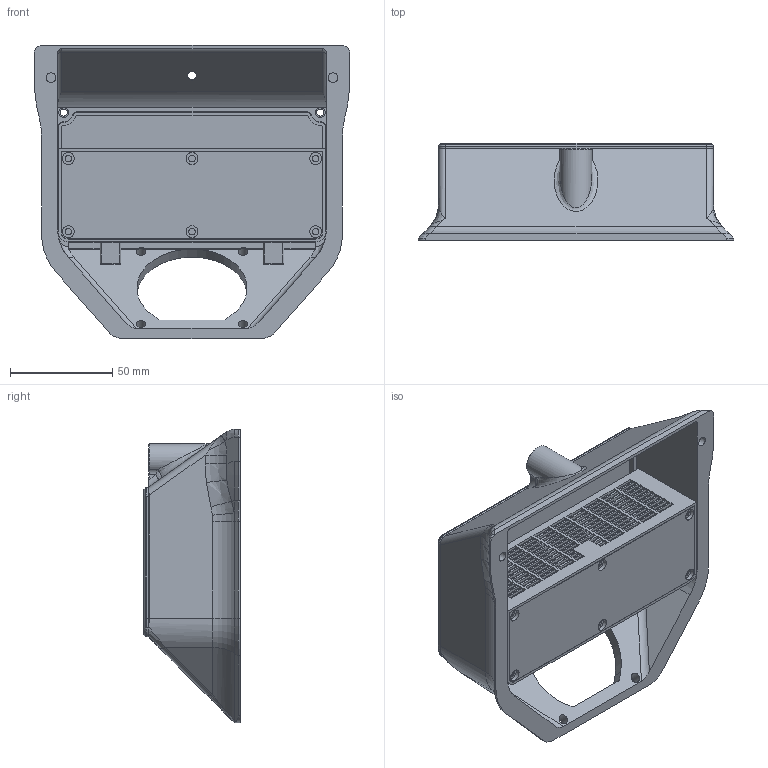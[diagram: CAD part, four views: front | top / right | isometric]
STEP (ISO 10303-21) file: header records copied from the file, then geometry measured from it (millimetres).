
FILE_DESCRIPTION(/* description */ (''),/* implementation_level */ '2;1');
FILE_NAME(/* name */ 'Exhaust filter mod.step',/* time_stamp */ '2022-08-08T00:54:53+02:00',/* author */ (''),/* organization */ (''),/* preprocessor_version */ 'ST-DEVELOPER v19',/* originating_system */ 'Autodesk Translation Framework v11.7.0.108',/* authorisation */ '');
FILE_SCHEMA (('AUTOMOTIVE_DESIGN { 1 0 10303 214 3 1 1 }'));
Length unit declared in the file: millimetre
Products named in the file (5): Exhaust filter mod; exhaust filter; exhaust filter mod_1; body; top cover
Assembly tree (4 placements, depth 3):
  Exhaust filter mod
    exhaust filter
    exhaust filter mod_1
      body
      top cover
Bounding box: 154.8 x 47.4 x 143.71 mm (x, y, z)
Volume: 143090.9 mm3; surface area: 126794.1 mm2
Topology: 4 solids, 4 shells, 1364 faces, 3985 edges, 2603 vertices
Faces by surface type: plane 1049, cylinder 202, bspline 67, cone 35, torus 11
Full cylindrical faces by diameter (mm): 3.2 x6, 3.5 x2, 4.4 x1, 4.7 x14, 5.8 x6, 9.1 x9, 9.928 x10, 11.5 x1
Entity records: 50376 total; most frequent: CARTESIAN_POINT 13216, ORIENTED_EDGE 7954, DIRECTION 7043, EDGE_CURVE 3977, LINE 3277, VECTOR 3277, VERTEX_POINT 2603, AXIS2_PLACEMENT_3D 1883
